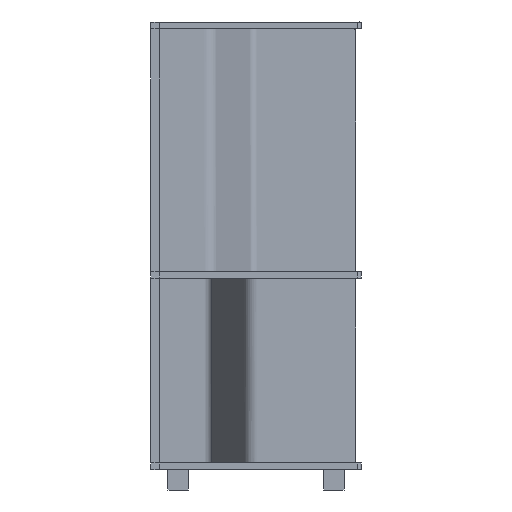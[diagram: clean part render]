
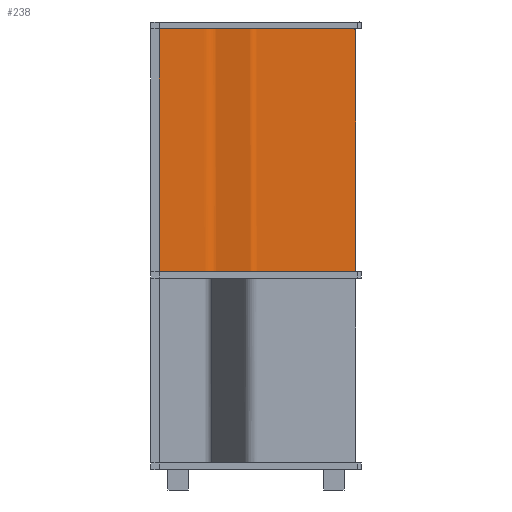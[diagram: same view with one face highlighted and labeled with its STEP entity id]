
A CAD part, left-side view. The second image highlights one B-rep face of the part: STEP entity #238.
In plain terms, the highlighted free-form (B-spline) face has degree [2, 1] with [11, 2] control points.
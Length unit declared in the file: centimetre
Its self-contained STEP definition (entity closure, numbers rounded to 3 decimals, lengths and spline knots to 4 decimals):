
#14=(
BOUNDED_SURFACE()
B_SPLINE_SURFACE(2,1,((#3051,#3052),(#3053,#3054),(#3055,#3056),(#3057,#3058),
(#3059,#3060),(#3061,#3062),(#3063,#3064),(#3065,#3066),(#3067,#3068),(#3069,
#3070),(#3071,#3072)),.UNSPECIFIED.,.F.,.F.,.F.)
B_SPLINE_SURFACE_WITH_KNOTS((3,2,2,2,2,3),(2,2),(0.9881,8.7505,
11.3685,22.9155,24.4863,41.4863),(0.,
43.),.UNSPECIFIED.)
GEOMETRIC_REPRESENTATION_ITEM()
RATIONAL_B_SPLINE_SURFACE(((1.,1.),(1.,1.),(1.,1.),(0.866,0.866),
(1.,1.),(1.,1.),(1.,1.),(0.866,0.866),(1.,1.),(1.,
1.),(1.,1.)))
REPRESENTATION_ITEM($)
SURFACE()
);
#55=(
BOUNDED_CURVE()
B_SPLINE_CURVE(2,(#2950,#2951,#2952,#2953,#2954,#2955,#2956,#2957,#2958,
#2959,#2960),.UNSPECIFIED.,.F.,.F.)
B_SPLINE_CURVE_WITH_KNOTS((3,2,2,2,2,3),(0.9881,8.7505,
11.3685,22.9155,24.4863,41.1863),.UNSPECIFIED.)
CURVE()
GEOMETRIC_REPRESENTATION_ITEM()
RATIONAL_B_SPLINE_CURVE((1.,1.,1.,0.866,1.,1.,1.,0.866,
1.,1.,1.))
REPRESENTATION_ITEM($)
);
#61=(
BOUNDED_CURVE()
B_SPLINE_CURVE(2,(#2990,#2991,#2992,#2993,#2994,#2995,#2996,#2997,#2998,
#2999,#3000),.UNSPECIFIED.,.F.,.F.)
B_SPLINE_CURVE_WITH_KNOTS((3,2,2,2,2,3),(41.8101,58.5101,
60.0809,71.6279,74.2459,82.0083),.UNSPECIFIED.)
CURVE()
GEOMETRIC_REPRESENTATION_ITEM()
RATIONAL_B_SPLINE_CURVE((1.,1.,1.,0.866,1.,1.,1.,0.866,
1.,1.,1.))
REPRESENTATION_ITEM($)
);
#64=(
BOUNDED_CURVE()
B_SPLINE_CURVE(2,(#3015,#3016,#3017),.UNSPECIFIED.,.F.,.F.)
B_SPLINE_CURVE_WITH_KNOTS((3,3),(0.,1.),.UNSPECIFIED.)
CURVE()
GEOMETRIC_REPRESENTATION_ITEM()
RATIONAL_B_SPLINE_CURVE((1.,0.707,1.))
REPRESENTATION_ITEM($)
);
#65=(
BOUNDED_CURVE()
B_SPLINE_CURVE(2,(#3018,#3019,#3020),.UNSPECIFIED.,.F.,.F.)
B_SPLINE_CURVE_WITH_KNOTS((3,3),(-1.,0.),.UNSPECIFIED.)
CURVE()
GEOMETRIC_REPRESENTATION_ITEM()
RATIONAL_B_SPLINE_CURVE((1.,0.707,1.))
REPRESENTATION_ITEM($)
);
#238=ADVANCED_FACE($,(#406),#14,.T.);
#406=FACE_OUTER_BOUND($,#574,.T.);
#574=EDGE_LOOP($,(#812,#813,#814,#815,#816,#817));
#812=ORIENTED_EDGE($,*,*,#1491,.T.);
#813=ORIENTED_EDGE($,*,*,#1490,.F.);
#814=ORIENTED_EDGE($,*,*,#1482,.T.);
#815=ORIENTED_EDGE($,*,*,#1496,.T.);
#816=ORIENTED_EDGE($,*,*,#1492,.T.);
#817=ORIENTED_EDGE($,*,*,#1497,.T.);
#1482=EDGE_CURVE($,#1828,#1834,#55,.T.);
#1490=EDGE_CURVE($,#1828,#1831,#2208,.T.);
#1491=EDGE_CURVE($,#1835,#1831,#61,.T.);
#1492=EDGE_CURVE($,#1838,#1837,#2209,.T.);
#1496=EDGE_CURVE($,#1834,#1838,#64,.T.);
#1497=EDGE_CURVE($,#1837,#1835,#65,.T.);
#1828=VERTEX_POINT($,#3114);
#1831=VERTEX_POINT($,#3117);
#1834=VERTEX_POINT($,#3120);
#1835=VERTEX_POINT($,#3121);
#1837=VERTEX_POINT($,#3123);
#1838=VERTEX_POINT($,#3124);
#2208=B_SPLINE_CURVE_WITH_KNOTS($,1,(#2988,#2989),.UNSPECIFIED.,.F.,.F.,
(2,2),(0.,43.),.UNSPECIFIED.);
#2209=B_SPLINE_CURVE_WITH_KNOTS($,1,(#3001,#3002),.UNSPECIFIED.,.F.,.F.,
(2,2),(0.3071,42.6929),.UNSPECIFIED.);
#2950=CARTESIAN_POINT($,(6.,35.,37.9));
#2951=CARTESIAN_POINT($,(6.,31.1188,37.9));
#2952=CARTESIAN_POINT($,(6.,27.2376,37.9));
#2953=CARTESIAN_POINT($,(6.,25.7942,37.9));
#2954=CARTESIAN_POINT($,(7.25,25.0725,37.9));
#2955=CARTESIAN_POINT($,(12.25,22.1858,37.9));
#2956=CARTESIAN_POINT($,(17.25,19.299,37.9));
#2957=CARTESIAN_POINT($,(18.,18.866,37.9));
#2958=CARTESIAN_POINT($,(18.,18.,37.9));
#2959=CARTESIAN_POINT($,(18.,9.65,37.9));
#2960=CARTESIAN_POINT($,(18.,1.3,37.9));
#2988=CARTESIAN_POINT($,(6.,35.,37.9));
#2989=CARTESIAN_POINT($,(6.,35.,79.9));
#2990=CARTESIAN_POINT($,(18.,1.3,79.9));
#2991=CARTESIAN_POINT($,(18.,9.65,79.9));
#2992=CARTESIAN_POINT($,(18.,18.,79.9));
#2993=CARTESIAN_POINT($,(18.,18.866,79.9));
#2994=CARTESIAN_POINT($,(17.25,19.299,79.9));
#2995=CARTESIAN_POINT($,(12.25,22.1858,79.9));
#2996=CARTESIAN_POINT($,(7.25,25.0725,79.9));
#2997=CARTESIAN_POINT($,(6.,25.7942,79.9));
#2998=CARTESIAN_POINT($,(6.,27.2376,79.9));
#2999=CARTESIAN_POINT($,(6.,31.1188,79.9));
#3000=CARTESIAN_POINT($,(6.,35.,79.9));
#3001=CARTESIAN_POINT($,(18.,1.,38.2));
#3002=CARTESIAN_POINT($,(18.,1.,79.6));
#3015=CARTESIAN_POINT($,(18.,1.3,37.9));
#3016=CARTESIAN_POINT($,(18.,1.,37.9));
#3017=CARTESIAN_POINT($,(18.,1.,38.2));
#3018=CARTESIAN_POINT($,(18.,1.,79.6));
#3019=CARTESIAN_POINT($,(18.,1.,79.9));
#3020=CARTESIAN_POINT($,(18.,1.3,79.9));
#3051=CARTESIAN_POINT($,(6.,35.,37.9));
#3052=CARTESIAN_POINT($,(6.,35.,79.9));
#3053=CARTESIAN_POINT($,(6.,31.1188,37.9));
#3054=CARTESIAN_POINT($,(6.,31.1188,79.9));
#3055=CARTESIAN_POINT($,(6.,27.2376,37.9));
#3056=CARTESIAN_POINT($,(6.,27.2376,79.9));
#3057=CARTESIAN_POINT($,(6.,25.7942,37.9));
#3058=CARTESIAN_POINT($,(6.,25.7942,79.9));
#3059=CARTESIAN_POINT($,(7.25,25.0725,37.9));
#3060=CARTESIAN_POINT($,(7.25,25.0725,79.9));
#3061=CARTESIAN_POINT($,(12.25,22.1858,37.9));
#3062=CARTESIAN_POINT($,(12.25,22.1858,79.9));
#3063=CARTESIAN_POINT($,(17.25,19.299,37.9));
#3064=CARTESIAN_POINT($,(17.25,19.299,79.9));
#3065=CARTESIAN_POINT($,(18.,18.866,37.9));
#3066=CARTESIAN_POINT($,(18.,18.866,79.9));
#3067=CARTESIAN_POINT($,(18.,18.,37.9));
#3068=CARTESIAN_POINT($,(18.,18.,79.9));
#3069=CARTESIAN_POINT($,(18.,9.5,37.9));
#3070=CARTESIAN_POINT($,(18.,9.5,79.9));
#3071=CARTESIAN_POINT($,(18.,1.,37.9));
#3072=CARTESIAN_POINT($,(18.,1.,79.9));
#3114=CARTESIAN_POINT($,(6.,35.,37.9));
#3117=CARTESIAN_POINT($,(6.,35.,79.9));
#3120=CARTESIAN_POINT($,(18.,1.3,37.9));
#3121=CARTESIAN_POINT($,(18.,1.3,79.9));
#3123=CARTESIAN_POINT($,(18.,1.,79.6));
#3124=CARTESIAN_POINT($,(18.,1.,38.2));
